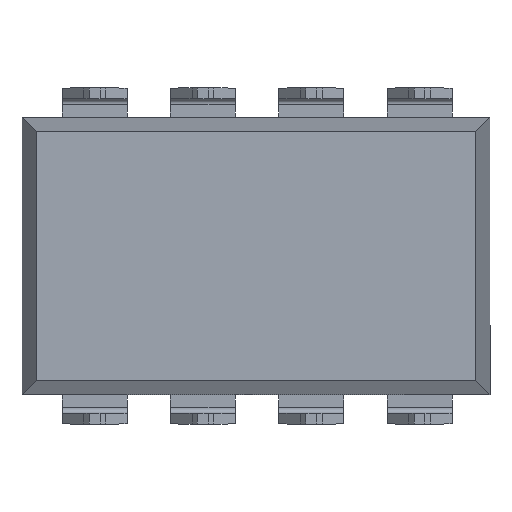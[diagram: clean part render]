
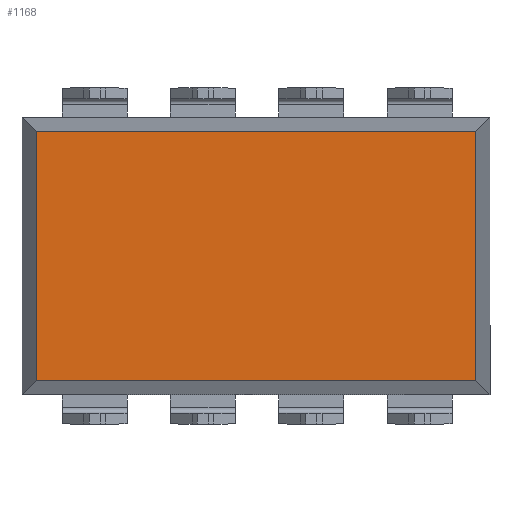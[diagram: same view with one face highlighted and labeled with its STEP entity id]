
A CAD part, front view. The second image highlights one B-rep face of the part: STEP entity #1168.
In plain terms, the highlighted planar face has unit normal (0, -1, 0).
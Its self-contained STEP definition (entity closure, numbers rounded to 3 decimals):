
#1138 = EDGE_LOOP ( 'NONE', ( #1169, #1173, #1176, #1172 ) ) ;
#1168 = ADVANCED_FACE ( 'NONE', ( #5594 ), #5584, .F. ) ;
#1169 = ORIENTED_EDGE ( 'NONE', *, *, #1196, .T. ) ;
#1172 = ORIENTED_EDGE ( 'NONE', *, *, #1177, .T. ) ;
#1173 = ORIENTED_EDGE ( 'NONE', *, *, #1186, .T. ) ;
#1174 = EDGE_CURVE ( 'NONE', #1185, #1184, #5744, .T. ) ;
#1176 = ORIENTED_EDGE ( 'NONE', *, *, #1174, .T. ) ;
#1177 = EDGE_CURVE ( 'NONE', #1184, #1203, #5675, .T. ) ;
#1184 = VERTEX_POINT ( 'NONE', #5641 ) ;
#1185 = VERTEX_POINT ( 'NONE', #5742 ) ;
#1186 = EDGE_CURVE ( 'NONE', #1204, #1185, #5715, .T. ) ;
#1196 = EDGE_CURVE ( 'NONE', #1203, #1204, #5773, .T. ) ;
#1203 = VERTEX_POINT ( 'NONE', #5751 ) ;
#1204 = VERTEX_POINT ( 'NONE', #5853 ) ;
#5584 = PLANE ( 'NONE',  #5592 ) ;
#5592 = AXIS2_PLACEMENT_3D ( 'NONE', #5634, #5633, #5746 ) ;
#5594 = FACE_OUTER_BOUND ( 'NONE', #1138, .T. ) ;
#5633 = DIRECTION ( 'NONE',  ( 0., 1., 0. ) ) ;
#5634 = CARTESIAN_POINT ( 'NONE',  ( -5.4, 0.5, 3.2 ) ) ;
#5641 = CARTESIAN_POINT ( 'NONE',  ( 5.074, 0.5, 2.874 ) ) ;
#5674 = CARTESIAN_POINT ( 'NONE',  ( -5.4, 0.5, 2.874 ) ) ;
#5675 = LINE ( 'NONE', #5674, #5726 ) ;
#5706 = DIRECTION ( 'NONE',  ( 1., 0., 0. ) ) ;
#5707 = VECTOR ( 'NONE', #5706, 1000. ) ;
#5714 = CARTESIAN_POINT ( 'NONE',  ( -5.4, 0.5, -2.874 ) ) ;
#5715 = LINE ( 'NONE', #5714, #5707 ) ;
#5725 = DIRECTION ( 'NONE',  ( -1., 0., 0. ) ) ;
#5726 = VECTOR ( 'NONE', #5725, 1000. ) ;
#5731 = DIRECTION ( 'NONE',  ( 0., 0., 1. ) ) ;
#5732 = VECTOR ( 'NONE', #5731, 1000. ) ;
#5734 = CARTESIAN_POINT ( 'NONE',  ( 5.074, 0.5, 3.2 ) ) ;
#5742 = CARTESIAN_POINT ( 'NONE',  ( 5.074, 0.5, -2.874 ) ) ;
#5744 = LINE ( 'NONE', #5734, #5732 ) ;
#5746 = DIRECTION ( 'NONE',  ( 0., 0., 1. ) ) ;
#5751 = CARTESIAN_POINT ( 'NONE',  ( -5.074, 0.5, 2.874 ) ) ;
#5755 = DIRECTION ( 'NONE',  ( 0., 0., -1. ) ) ;
#5757 = VECTOR ( 'NONE', #5755, 1000. ) ;
#5763 = CARTESIAN_POINT ( 'NONE',  ( -5.074, 0.5, 3.2 ) ) ;
#5773 = LINE ( 'NONE', #5763, #5757 ) ;
#5853 = CARTESIAN_POINT ( 'NONE',  ( -5.074, 0.5, -2.874 ) ) ;
